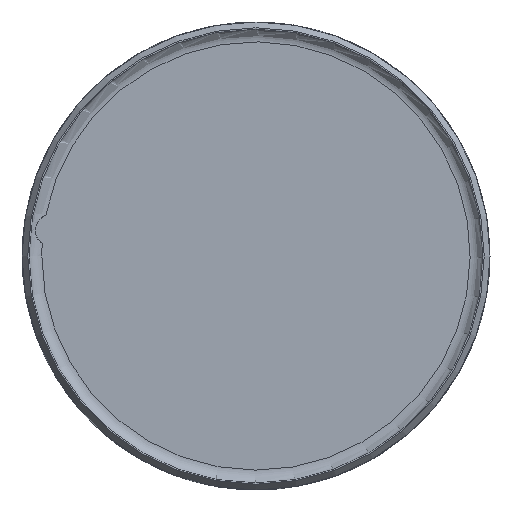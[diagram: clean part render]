
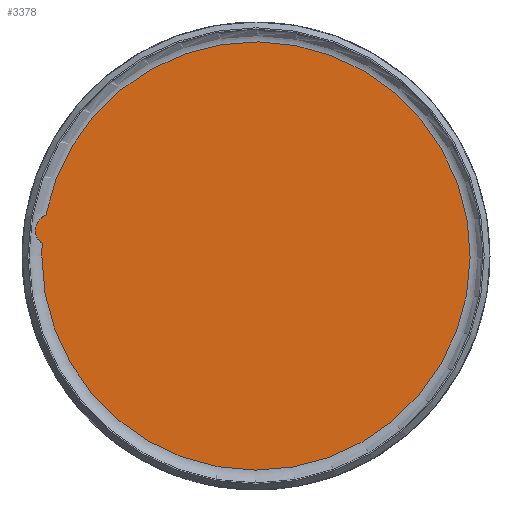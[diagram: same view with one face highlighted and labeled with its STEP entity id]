
A CAD part, top view. The second image highlights one B-rep face of the part: STEP entity #3378.
In plain terms, the highlighted planar face has unit normal (0, 0, 1).
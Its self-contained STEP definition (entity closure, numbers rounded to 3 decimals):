
#2231=PLANE('',#12150);
#2466=FACE_OUTER_BOUND('',#4518,.T.);
#3378=ADVANCED_FACE('',(#2466),#2231,.F.);
#4518=EDGE_LOOP('',(#5604,#5605));
#5604=ORIENTED_EDGE('',*,*,#10194,.T.);
#5605=ORIENTED_EDGE('',*,*,#10196,.F.);
#9071=VERTEX_POINT('',#20022);
#9072=VERTEX_POINT('',#20023);
#10194=EDGE_CURVE('',#9071,#9072,#11719,.T.);
#10196=EDGE_CURVE('',#9071,#9072,#11720,.T.);
#11719=CIRCLE('',#12147,185.97);
#11720=CIRCLE('',#12149,14.07);
#12147=AXIS2_PLACEMENT_3D('',#20021,#13338,#13339);
#12149=AXIS2_PLACEMENT_3D('',#20035,#13342,#13343);
#12150=AXIS2_PLACEMENT_3D('',#20036,#13344,#13345);
#13338=DIRECTION('',(0.,0.,1.));
#13339=DIRECTION('',(-1.,0.,0.));
#13342=DIRECTION('',(0.,0.,-1.));
#13343=DIRECTION('',(-1.,0.,0.));
#13344=DIRECTION('',(0.,0.,-1.));
#13345=DIRECTION('',(1.,0.,0.));
#20021=CARTESIAN_POINT('',(0.11,20.,3.25));
#20022=CARTESIAN_POINT('',(-185.55,30.731,3.25));
#20023=CARTESIAN_POINT('',(-182.473,55.33,3.25));
#20035=CARTESIAN_POINT('',(-177.406,42.204,3.25));
#20036=CARTESIAN_POINT('',(0.11,20.,3.25));
